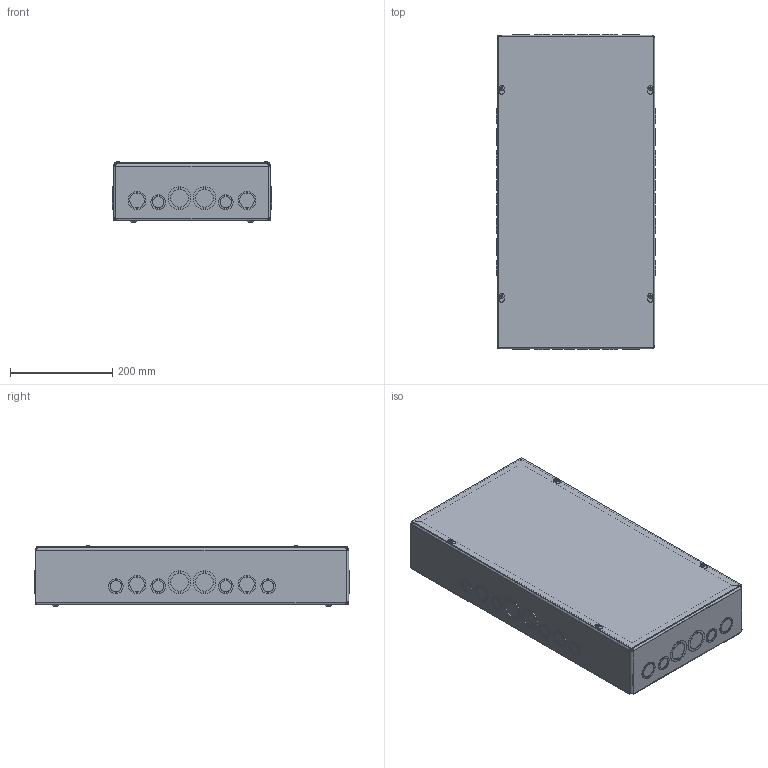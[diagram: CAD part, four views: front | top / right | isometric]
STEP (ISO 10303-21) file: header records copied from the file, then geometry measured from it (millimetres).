
FILE_DESCRIPTION(/* description */ ('BACKS - 12"X18"'),/* implementation_level */ '2;1');
FILE_NAME(/* name */ 'SC122404.stp',/* time_stamp */ '2014-12-09T20:41:44+05:00',/* author */ ('rsundaram'),/* organization */ (''),/* preprocessor_version */ 'ST-DEVELOPER v15.2',/* originating_system */ 'Autodesk Inventor 2014',/* authorisation */ '');
FILE_SCHEMA (('AUTOMOTIVE_DESIGN { 1 0 10303 214 3 1 1 }'));
Length unit declared in the file: inch
Products named in the file (5): SC1224BKP; SC122404WRA; SC1224LID; 34056; SC-assm
Bounding box: 311.12 x 615.92 x 119.18 mm (x, y, z)
Volume: 995203.1 mm3; surface area: 1287308.7 mm2
Topology: 30 solids, 32 shells, 1141 faces, 2783 edges, 1773 vertices
Faces by surface type: plane 748, cylinder 235, cone 48, bspline 46, torus 44, sphere 20
Full cylindrical faces by diameter (mm): 3.759 x4, 4.166 x4, 4.191 x1, 5.803 x1, 7.62 x4, 9.754 x4
Entity records: 32576 total; most frequent: CARTESIAN_POINT 6801, ORIENTED_EDGE 5236, DIRECTION 4839, EDGE_CURVE 2474, LINE 1919, VECTOR 1919, VERTEX_POINT 1602, AXIS2_PLACEMENT_3D 1460
